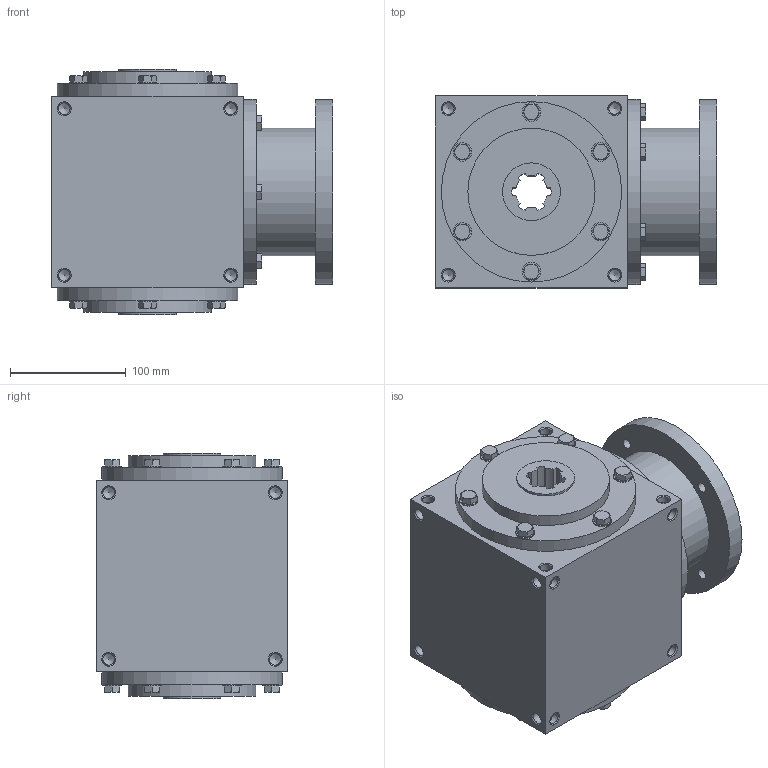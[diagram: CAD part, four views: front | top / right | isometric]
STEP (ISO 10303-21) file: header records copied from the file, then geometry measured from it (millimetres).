
FILE_DESCRIPTION( ( 'STEP AP214' ), '1' );
FILE_NAME( 'MRB166_MC1_R.1_1_100-112_B14.stp', '2018-08-14T09:01:41', ( '' ), ( '' ), ' ', 'PARTsolutions', ' ' );
FILE_SCHEMA( ( 'AUTOMOTIVE_DESIGN { 1 0 10303 214 1 1 1 1 }' ) );
Length unit declared in the file: millimetre
Products named in the file (5): MRB166_MC1_R.1/1_100-112/B14; _MRB16610-case; _MRX166_10-flange; _166-fl_screw; _RC_RR166-screw
Assembly tree (20 placements, depth 2):
  MRB166_MC1_R.1/1_100-112/B14
    _MRB16610-case
    _MRX166_10-flange
    _166-fl_screw  x6
    _RC_RR166-screw  x12
Bounding box: 243 x 166 x 212 mm (x, y, z)
Volume: 5816920.2 mm3; surface area: 342022 mm2
Topology: 20 solids, 20 shells, 461 faces, 1133 edges, 705 vertices
Faces by surface type: plane 204, cone 156, cylinder 101
Full cylindrical faces by diameter (mm): 9 x4, 10.106 x48, 16 x12, 40 x1, 42 x1, 50 x2, 110 x4, 156 x2, 160 x2
Entity records: 8042 total; most frequent: CARTESIAN_POINT 1144, DIRECTION 1142, ORIENTED_EDGE 860, AXIS2_PLACEMENT_3D 500, EDGE_CURVE 430, EDGE_LOOP 352, VERTEX_POINT 342, FACE_OUTER_BOUND 280
